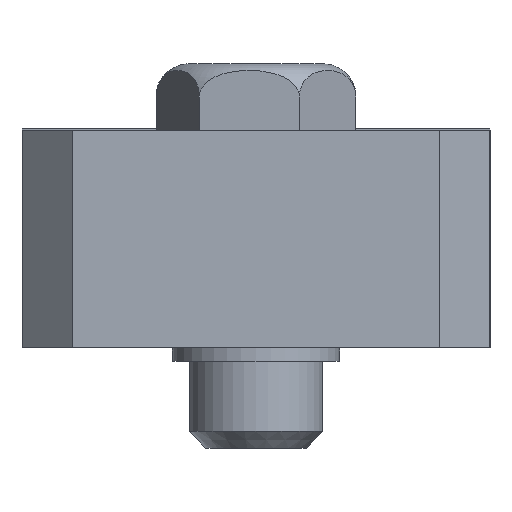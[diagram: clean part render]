
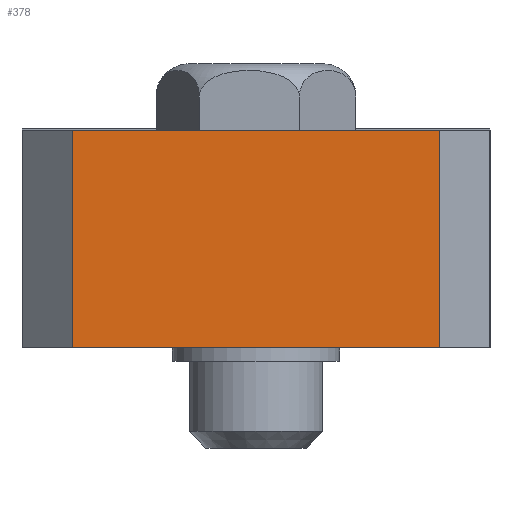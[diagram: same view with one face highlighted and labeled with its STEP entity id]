
A CAD part, left-side view. The second image highlights one B-rep face of the part: STEP entity #378.
In plain terms, the highlighted planar face has unit normal (-1, 0, 0).
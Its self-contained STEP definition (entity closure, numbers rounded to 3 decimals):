
#202 = EDGE_LOOP ( 'NONE', ( #1647, #760, #731, #554 ) ) ;
#224 = PLANE ( 'NONE',  #1086 ) ;
#264 = CARTESIAN_POINT ( 'NONE',  ( 0., 25., -13. ) ) ;
#378 = ADVANCED_FACE ( 'NONE', ( #1535 ), #224, .T. ) ;
#516 = VERTEX_POINT ( 'NONE', #875 ) ;
#554 = ORIENTED_EDGE ( 'NONE', *, *, #1812, .T. ) ;
#654 = CARTESIAN_POINT ( 'NONE',  ( 0., 3., 0. ) ) ;
#670 = EDGE_CURVE ( 'NONE', #1742, #2318, #2137, .T. ) ;
#690 = VERTEX_POINT ( 'NONE', #264 ) ;
#724 = VECTOR ( 'NONE', #1724, 1000. ) ;
#731 = ORIENTED_EDGE ( 'NONE', *, *, #924, .T. ) ;
#760 = ORIENTED_EDGE ( 'NONE', *, *, #1315, .F. ) ;
#842 = CARTESIAN_POINT ( 'NONE',  ( 0., 3., -13. ) ) ;
#861 = DIRECTION ( 'NONE',  ( 0., 0., 1. ) ) ;
#875 = CARTESIAN_POINT ( 'NONE',  ( 0., 3., -13. ) ) ;
#899 = LINE ( 'NONE', #2070, #1834 ) ;
#924 = EDGE_CURVE ( 'NONE', #690, #516, #2359, .T. ) ;
#1086 = AXIS2_PLACEMENT_3D ( 'NONE', #1177, #1221, #2049 ) ;
#1177 = CARTESIAN_POINT ( 'NONE',  ( 0., 3., -13. ) ) ;
#1221 = DIRECTION ( 'NONE',  ( -1., 0., 0. ) ) ;
#1295 = VECTOR ( 'NONE', #1682, 1000. ) ;
#1315 = EDGE_CURVE ( 'NONE', #690, #1742, #899, .T. ) ;
#1372 = LINE ( 'NONE', #1922, #1295 ) ;
#1414 = DIRECTION ( 'NONE',  ( 0., -1., 0. ) ) ;
#1535 = FACE_OUTER_BOUND ( 'NONE', #202, .T. ) ;
#1647 = ORIENTED_EDGE ( 'NONE', *, *, #670, .F. ) ;
#1668 = CARTESIAN_POINT ( 'NONE',  ( 0., 3., 0. ) ) ;
#1682 = DIRECTION ( 'NONE',  ( 0., 0., 1. ) ) ;
#1724 = DIRECTION ( 'NONE',  ( 0., -1., 0. ) ) ;
#1742 = VERTEX_POINT ( 'NONE', #2470 ) ;
#1812 = EDGE_CURVE ( 'NONE', #516, #2318, #1372, .T. ) ;
#1834 = VECTOR ( 'NONE', #861, 1000. ) ;
#1922 = CARTESIAN_POINT ( 'NONE',  ( 0., 3., -13. ) ) ;
#2049 = DIRECTION ( 'NONE',  ( 0., 0., 1. ) ) ;
#2070 = CARTESIAN_POINT ( 'NONE',  ( 0., 25., -13. ) ) ;
#2137 = LINE ( 'NONE', #1668, #2351 ) ;
#2318 = VERTEX_POINT ( 'NONE', #654 ) ;
#2351 = VECTOR ( 'NONE', #1414, 1000. ) ;
#2359 = LINE ( 'NONE', #842, #724 ) ;
#2470 = CARTESIAN_POINT ( 'NONE',  ( 0., 25., 0. ) ) ;
